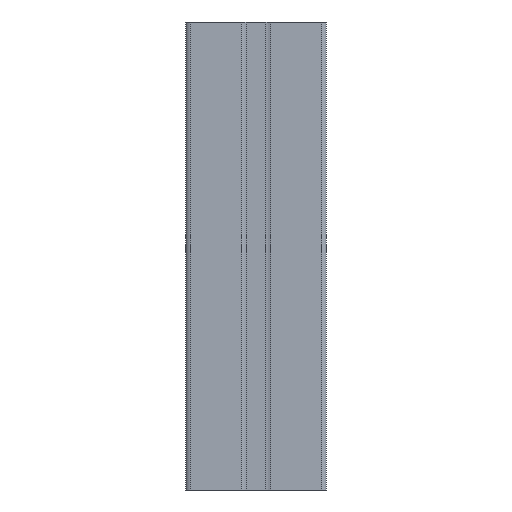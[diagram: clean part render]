
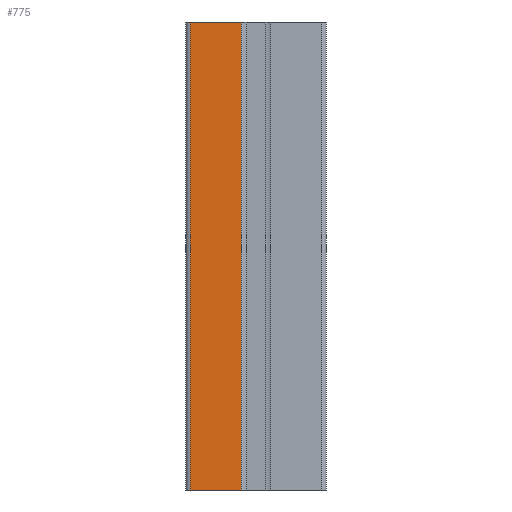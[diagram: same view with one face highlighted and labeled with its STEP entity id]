
A CAD part, left-side view. The second image highlights one B-rep face of the part: STEP entity #775.
In plain terms, the highlighted planar face has unit normal (-1, 0, 0).
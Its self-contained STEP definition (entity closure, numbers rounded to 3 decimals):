
#210=CARTESIAN_POINT('',(-15.,3.1,0.0));
#211=VERTEX_POINT('',#210);
#226=CARTESIAN_POINT('',(-15.,3.1,100.0));
#227=VERTEX_POINT('',#226);
#234=CARTESIAN_POINT('',(-15.,3.1,0.0));
#235=DIRECTION('',(0.0,0.0,1.0));
#236=VECTOR('',#235,100.0);
#237=LINE('',#234,#236);
#238=EDGE_CURVE('',#211,#227,#237,.T.);
#374=CARTESIAN_POINT('',(-15.,14.,0.0));
#375=VERTEX_POINT('',#374);
#376=CARTESIAN_POINT('',(-15.,3.1,0.0));
#377=DIRECTION('',(0.0,1.0,0.0));
#378=VECTOR('',#377,10.9);
#379=LINE('',#376,#378);
#380=EDGE_CURVE('',#211,#375,#379,.T.);
#752=CARTESIAN_POINT('',(-15.,3.1,0.0));
#753=DIRECTION('',(-1.0,0.0,0.0));
#754=DIRECTION('',(0.0,0.0,1.0));
#755=AXIS2_PLACEMENT_3D('',#752,#753,#754);
#756=PLANE('',#755);
#757=ORIENTED_EDGE('',*,*,#238,.T.);
#758=CARTESIAN_POINT('',(-15.,14.,100.0));
#759=VERTEX_POINT('',#758);
#760=CARTESIAN_POINT('',(-15.,3.1,100.0));
#761=DIRECTION('',(0.0,1.0,0.0));
#762=VECTOR('',#761,10.9);
#763=LINE('',#760,#762);
#764=EDGE_CURVE('',#227,#759,#763,.T.);
#765=ORIENTED_EDGE('',*,*,#764,.T.);
#766=CARTESIAN_POINT('',(-15.,14.,0.0));
#767=DIRECTION('',(0.0,0.0,1.0));
#768=VECTOR('',#767,100.0);
#769=LINE('',#766,#768);
#770=EDGE_CURVE('',#375,#759,#769,.T.);
#771=ORIENTED_EDGE('',*,*,#770,.F.);
#772=ORIENTED_EDGE('',*,*,#380,.F.);
#773=EDGE_LOOP('',(#757,#765,#771,#772));
#774=FACE_OUTER_BOUND('',#773,.T.);
#775=ADVANCED_FACE('',(#774),#756,.T.);
